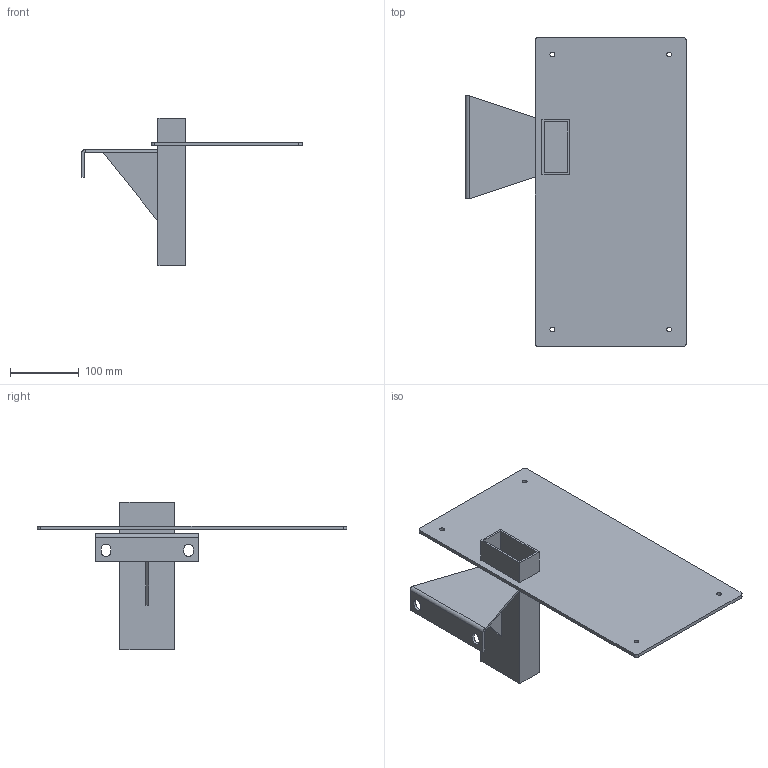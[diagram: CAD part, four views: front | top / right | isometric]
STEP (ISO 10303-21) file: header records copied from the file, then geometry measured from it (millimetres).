
FILE_DESCRIPTION (( 'STEP AP203' ), '1' );
FILE_NAME ('01A0553735P-©T©w®y.STEP', '2023-09-28T08:35:54', ( '' ), ( '' ), 'SwSTEP 2.0', 'SolidWorks 2018', '' );
FILE_SCHEMA (( 'CONFIG_CONTROL_DESIGN' ));
Length unit declared in the file: millimetre
Products named in the file (1): 01A0553735P-固定座
Bounding box: 321 x 450 x 215 mm (x, y, z)
Volume: 724702 mm3; surface area: 347504 mm2
Topology: 3 solids, 3 shells, 60 faces, 152 edges, 102 vertices
Faces by surface type: plane 44, cylinder 16
Full cylindrical faces by diameter (mm): 7 x4
Entity records: 1841 total; most frequent: CARTESIAN_POINT 321, DIRECTION 288, ORIENTED_EDGE 288, EDGE_CURVE 144, VECTOR 110, LINE 110, VERTEX_POINT 98, AXIS2_PLACEMENT_3D 89
